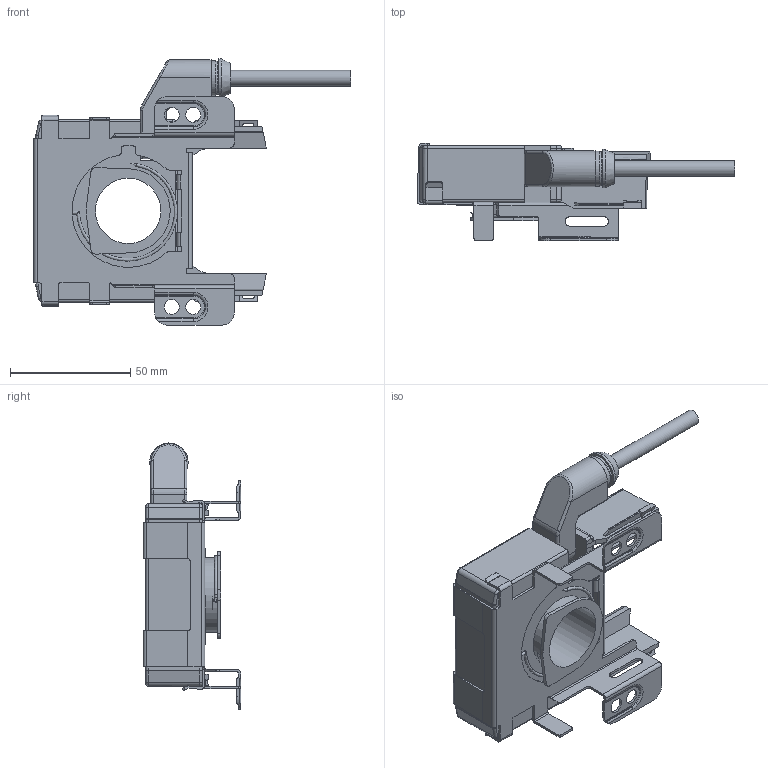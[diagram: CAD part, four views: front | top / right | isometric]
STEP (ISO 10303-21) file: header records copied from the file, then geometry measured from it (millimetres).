
FILE_DESCRIPTION(/* description */ (''),/* implementation_level */ '2;1');
FILE_NAME(/* name */ 'ch0037410_02.stp',/* time_stamp */ '2016-03-01T11:35:46+01:00',/* author */ (''),/* organization */ (''),/* preprocessor_version */ 'ST-DEVELOPER v11',/* originating_system */ 'SIEMENS UGS NX 6.0',/* authorisation */ '');
FILE_SCHEMA (('AP203_CONFIGURATION_CONTROLLED_3D_DESIGN_OF_MECHANICAL_PARTS_AND_ASSEMBLIES_MIM_LF'));
Length unit declared in the file: millimetre
Products named in the file (1): ch0037410_02
Bounding box: 131.92 x 40.6 x 110.7 mm (x, y, z)
Volume: 113833.7 mm3; surface area: 37022.1 mm2
Topology: 1 solids, 1 shells, 474 faces, 1344 edges, 864 vertices
Faces by surface type: plane 240, cylinder 185, bspline 20, cone 10, torus 9, sphere 5, extrusion 5
Full cylindrical faces by diameter (mm): 1.2 x1, 6.2 x4, 6.5 x1, 9.632 x2, 10.293 x2, 13.8 x1, 14.6 x1, 16 x1, 27.2 x1, 31 x1
Entity records: 18197 total; most frequent: CARTESIAN_POINT 4298, ORIENTED_EDGE 2636, DIRECTION 2572, EDGE_CURVE 1318, AXIS2_PLACEMENT_3D 865, VERTEX_POINT 860, VECTOR 842, LINE 837
